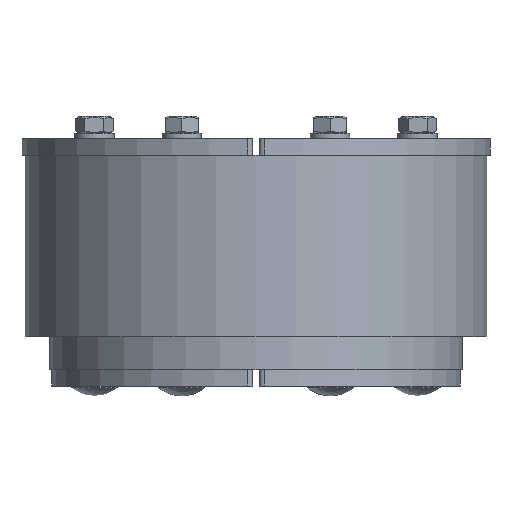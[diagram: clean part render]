
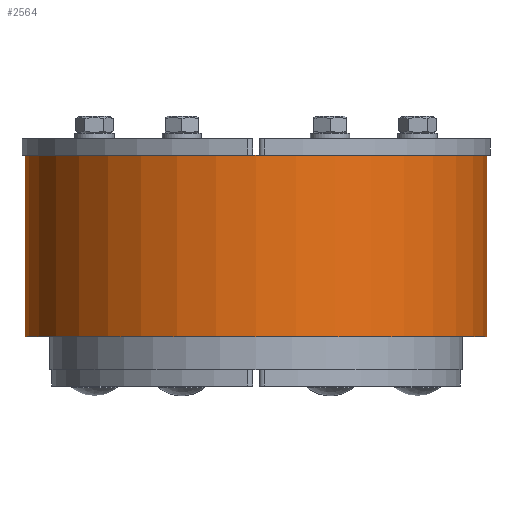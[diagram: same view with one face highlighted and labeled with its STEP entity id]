
A CAD part, front view. The second image highlights one B-rep face of the part: STEP entity #2564.
In plain terms, the highlighted cylindrical face has radius 70 mm (diameter 140 mm), a full revolution.
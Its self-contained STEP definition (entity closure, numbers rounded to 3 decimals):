
#2537=CARTESIAN_POINT('',(0.0,0.0,0.0));
#2538=DIRECTION('',(0.0,0.0,-1.0));
#2539=DIRECTION('',(-1.0,0.0,0.0));
#2540=AXIS2_PLACEMENT_3D('',#2537,#2538,#2539);
#2541=CYLINDRICAL_SURFACE('',#2540,70.0);
#2542=CARTESIAN_POINT('',(70.0,0.,-55.0));
#2543=VERTEX_POINT('',#2542);
#2544=CARTESIAN_POINT('',(0.0,0.0,-55.0));
#2545=DIRECTION('',(0.0,0.0,-1.0));
#2546=DIRECTION('',(-1.0,0.0,0.0));
#2547=AXIS2_PLACEMENT_3D('',#2544,#2545,#2546);
#2548=CIRCLE('',#2547,70.0);
#2549=EDGE_CURVE('',#2543,#2543,#2548,.T.);
#2550=ORIENTED_EDGE('',*,*,#2549,.F.);
#2551=EDGE_LOOP('',(#2550));
#2552=FACE_OUTER_BOUND('',#2551,.T.);
#2553=CARTESIAN_POINT('',(70.0,0.,0.0));
#2554=VERTEX_POINT('',#2553);
#2555=CARTESIAN_POINT('',(0.0,0.0,0.0));
#2556=DIRECTION('',(0.0,0.0,-1.0));
#2557=DIRECTION('',(-1.0,0.0,0.0));
#2558=AXIS2_PLACEMENT_3D('',#2555,#2556,#2557);
#2559=CIRCLE('',#2558,70.0);
#2560=EDGE_CURVE('',#2554,#2554,#2559,.T.);
#2561=ORIENTED_EDGE('',*,*,#2560,.T.);
#2562=EDGE_LOOP('',(#2561));
#2563=FACE_BOUND('',#2562,.T.);
#2564=ADVANCED_FACE('',(#2552,#2563),#2541,.T.);
